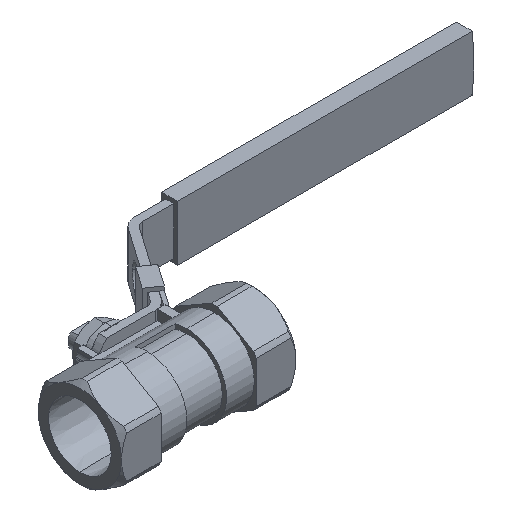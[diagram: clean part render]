
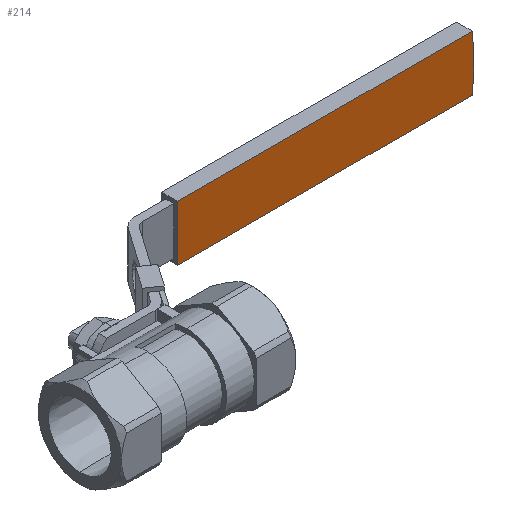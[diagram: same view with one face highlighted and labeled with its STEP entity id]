
A CAD part, isometric view. The second image highlights one B-rep face of the part: STEP entity #214.
In plain terms, the highlighted planar face has unit normal (0, -1, 0).
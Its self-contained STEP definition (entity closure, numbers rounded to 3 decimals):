
#7 = CARTESIAN_POINT ( 'NONE',  ( 47.608, 13.069, 0. ) ) ;
#11 = PLANE ( 'NONE',  #2069 ) ;
#13 = DIRECTION ( 'NONE',  ( 0., -1., 0. ) ) ;
#14 = DIRECTION ( 'NONE',  ( 1., 0., 0. ) ) ;
#214 = ADVANCED_FACE ( 'NONE', ( #2102 ), #11, .T. ) ;
#351 = EDGE_CURVE ( 'NONE', #1542, #1543, #2322, .T. ) ;
#355 = EDGE_CURVE ( 'NONE', #1541, #1542, #2325, .T. ) ;
#358 = EDGE_CURVE ( 'NONE', #1668, #1541, #2330, .T. ) ;
#360 = EDGE_CURVE ( 'NONE', #1543, #1668, #2340, .T. ) ;
#457 = ORIENTED_EDGE ( 'NONE', *, *, #351, .F. ) ;
#458 = ORIENTED_EDGE ( 'NONE', *, *, #355, .F. ) ;
#459 = ORIENTED_EDGE ( 'NONE', *, *, #358, .F. ) ;
#460 = ORIENTED_EDGE ( 'NONE', *, *, #360, .F. ) ;
#833 = EDGE_LOOP ( 'NONE', ( #457, #458, #459, #460 ) ) ;
#1541 = VERTEX_POINT ( 'NONE', #4689 ) ;
#1542 = VERTEX_POINT ( 'NONE', #4690 ) ;
#1543 = VERTEX_POINT ( 'NONE', #4691 ) ;
#1668 = VERTEX_POINT ( 'NONE', #4982 ) ;
#2069 = AXIS2_PLACEMENT_3D ( 'NONE', #7, #13, #14 ) ;
#2102 = FACE_OUTER_BOUND ( 'NONE', #833, .T. ) ;
#2322 = CIRCLE ( 'NONE', #2735, 59.114 ) ;
#2325 = LINE ( 'NONE', #2698, #2333 ) ;
#2330 = LINE ( 'NONE', #2697, #2339 ) ;
#2333 = VECTOR ( 'NONE', #2822, 1000. ) ;
#2339 = VECTOR ( 'NONE', #2828, 1000. ) ;
#2340 = LINE ( 'NONE', #2831, #2343 ) ;
#2343 = VECTOR ( 'NONE', #2832, 1000. ) ;
#2697 = CARTESIAN_POINT ( 'NONE',  ( 31.947, 13.069, -7. ) ) ;
#2698 = CARTESIAN_POINT ( 'NONE',  ( 31.947, 13.069, 7. ) ) ;
#2700 = CARTESIAN_POINT ( 'NONE',  ( 47.608, 13.069, 0. ) ) ;
#2701 = DIRECTION ( 'NONE',  ( 0., 1., 0. ) ) ;
#2702 = DIRECTION ( 'NONE',  ( 1., 0., 0. ) ) ;
#2735 = AXIS2_PLACEMENT_3D ( 'NONE', #2700, #2701, #2702 ) ;
#2822 = DIRECTION ( 'NONE',  ( 1., 0., 0. ) ) ;
#2828 = DIRECTION ( 'NONE',  ( 0., 0., 1. ) ) ;
#2831 = CARTESIAN_POINT ( 'NONE',  ( 31.947, 13.069, -7. ) ) ;
#2832 = DIRECTION ( 'NONE',  ( -1., 0., 0. ) ) ;
#4689 = CARTESIAN_POINT ( 'NONE',  ( 31.947, 13.069, 7. ) ) ;
#4690 = CARTESIAN_POINT ( 'NONE',  ( 106.306, 13.069, 7. ) ) ;
#4691 = CARTESIAN_POINT ( 'NONE',  ( 106.306, 13.069, -7. ) ) ;
#4982 = CARTESIAN_POINT ( 'NONE',  ( 31.947, 13.069, -7. ) ) ;
